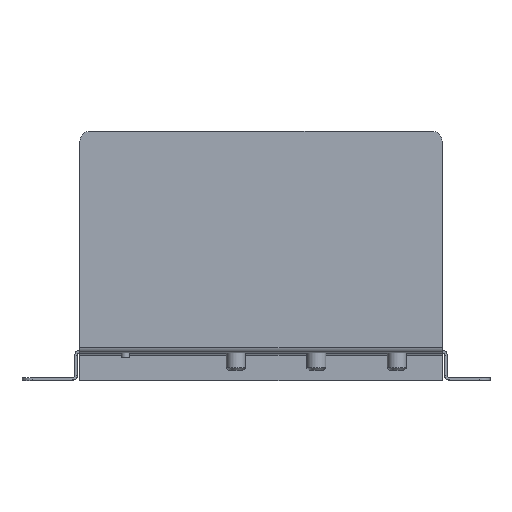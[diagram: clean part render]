
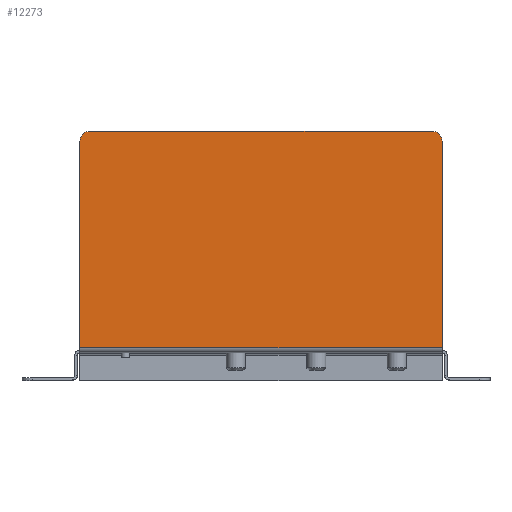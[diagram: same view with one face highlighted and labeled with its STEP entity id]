
A CAD part, top view. The second image highlights one B-rep face of the part: STEP entity #12273.
In plain terms, the highlighted face is planar.
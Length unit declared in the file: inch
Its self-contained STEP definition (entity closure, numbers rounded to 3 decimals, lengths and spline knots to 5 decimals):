
#450=PLANE('',#13176);
#989=FACE_OUTER_BOUND('',#1691,.T.);
#1691=EDGE_LOOP('',(#8692,#8693,#8694,#8695,#8696,#8697));
#2544=LINE('',#18143,#3828);
#2550=LINE('',#18159,#3834);
#2581=LINE('',#18252,#3865);
#2583=LINE('',#18259,#3867);
#3828=VECTOR('',#14422,0.3937);
#3834=VECTOR('',#14438,0.3937);
#3865=VECTOR('',#14541,0.3937);
#3867=VECTOR('',#14549,0.09144);
#5095=CIRCLE('',#13125,0.25);
#5098=CIRCLE('',#13131,0.25);
#5575=VERTEX_POINT('',#18130);
#5576=VERTEX_POINT('',#18131);
#5580=VERTEX_POINT('',#18141);
#5584=VERTEX_POINT('',#18153);
#5585=VERTEX_POINT('',#18157);
#5611=VERTEX_POINT('',#18251);
#6755=EDGE_CURVE('',#5575,#5576,#5095,.T.);
#6761=EDGE_CURVE('',#5580,#5575,#2544,.T.);
#6766=EDGE_CURVE('',#5584,#5580,#5098,.T.);
#6769=EDGE_CURVE('',#5585,#5584,#2550,.T.);
#6815=EDGE_CURVE('',#5585,#5611,#2581,.T.);
#6819=EDGE_CURVE('',#5576,#5611,#2583,.T.);
#8692=ORIENTED_EDGE('',*,*,#6755,.F.);
#8693=ORIENTED_EDGE('',*,*,#6761,.F.);
#8694=ORIENTED_EDGE('',*,*,#6766,.F.);
#8695=ORIENTED_EDGE('',*,*,#6769,.F.);
#8696=ORIENTED_EDGE('',*,*,#6815,.T.);
#8697=ORIENTED_EDGE('',*,*,#6819,.F.);
#12273=ADVANCED_FACE('',(#989),#450,.F.);
#13125=AXIS2_PLACEMENT_3D('',#18132,#14412,#14413);
#13131=AXIS2_PLACEMENT_3D('',#18154,#14432,#14433);
#13176=AXIS2_PLACEMENT_3D('',#18269,#14561,#14562);
#14412=DIRECTION('center_axis',(0.,0.,
1.));
#14413=DIRECTION('ref_axis',(-0.707,0.707,0.));
#14422=DIRECTION('',(-1.,0.,0.));
#14432=DIRECTION('center_axis',(0.,0.,
1.));
#14433=DIRECTION('ref_axis',(0.707,0.707,0.));
#14438=DIRECTION('',(0.,1.,0.));
#14541=DIRECTION('',(-1.,0.,0.));
#14549=DIRECTION('',(0.,-1.,0.));
#14561=DIRECTION('center_axis',(0.,0.,
1.));
#14562=DIRECTION('ref_axis',(0.,-1.,0.));
#18130=CARTESIAN_POINT('',(-4.25,5.5,-2.792));
#18131=CARTESIAN_POINT('',(-4.5,5.25,-2.792));
#18132=CARTESIAN_POINT('Origin',(-4.25,5.25,-2.792));
#18141=CARTESIAN_POINT('',(4.25,5.5,-2.792));
#18143=CARTESIAN_POINT('',(4.5,5.5,-2.792));
#18153=CARTESIAN_POINT('',(4.5,5.25,-2.792));
#18154=CARTESIAN_POINT('Origin',(4.25,5.25,-2.792));
#18157=CARTESIAN_POINT('',(4.5,0.127,-2.792));
#18159=CARTESIAN_POINT('',(4.5,0.127,-2.792));
#18251=CARTESIAN_POINT('',(-4.5,0.127,-2.792));
#18252=CARTESIAN_POINT('',(0.,0.127,-2.792));
#18259=CARTESIAN_POINT('',(-4.5,-0.16027,-2.792));
#18269=CARTESIAN_POINT('Origin',(0.,2.74168,
-2.792));
